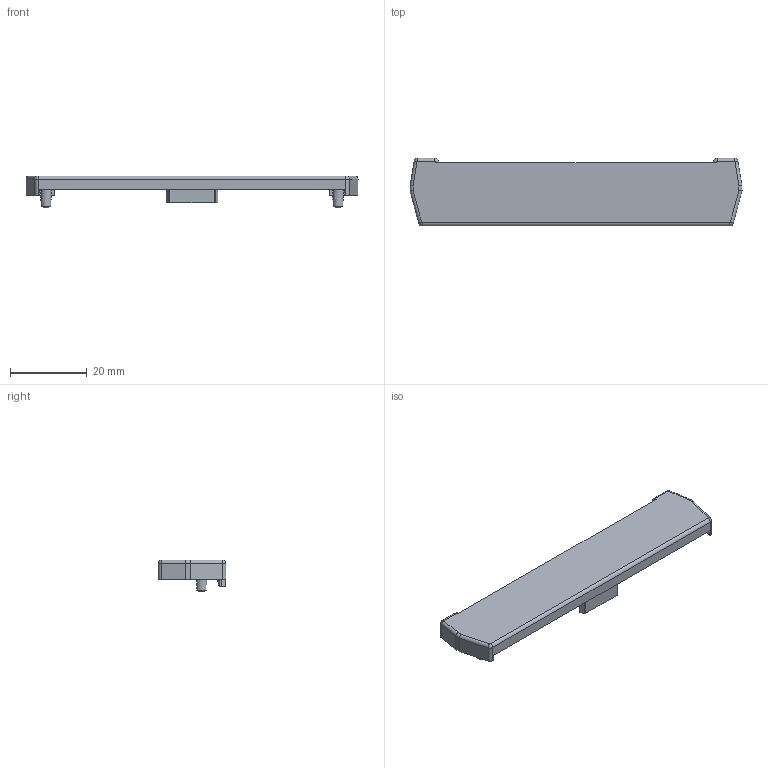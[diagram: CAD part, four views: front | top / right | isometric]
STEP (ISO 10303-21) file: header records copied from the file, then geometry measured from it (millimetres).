
FILE_DESCRIPTION(/* description */ (''),/* implementation_level */ '2;1');
FILE_NAME(/* name */ 'AP 1_TS.stp',/* time_stamp */ '2013-02-04T11:58:38+01:00',/* author */ (''),/* organization */ (''),/* preprocessor_version */ 'ST-DEVELOPER v14',/* originating_system */ 'SIEMENS PLM Software NX 8.0',/* authorisation */ '');
FILE_SCHEMA (('CONFIG_CONTROL_DESIGN'));
Length unit declared in the file: millimetre
Products named in the file (1): model1
Bounding box: 86.4 x 17.6 x 8.3 mm (x, y, z)
Volume: 2530.7 mm3; surface area: 5534.6 mm2
Topology: 1 solids, 1 shells, 145 faces, 377 edges, 245 vertices
Faces by surface type: plane 104, cylinder 29, cone 6, bspline 6
Entity records: 4538 total; most frequent: CARTESIAN_POINT 895, ORIENTED_EDGE 746, DIRECTION 710, EDGE_CURVE 373, LINE 298, VECTOR 298, VERTEX_POINT 244, AXIS2_PLACEMENT_3D 206
